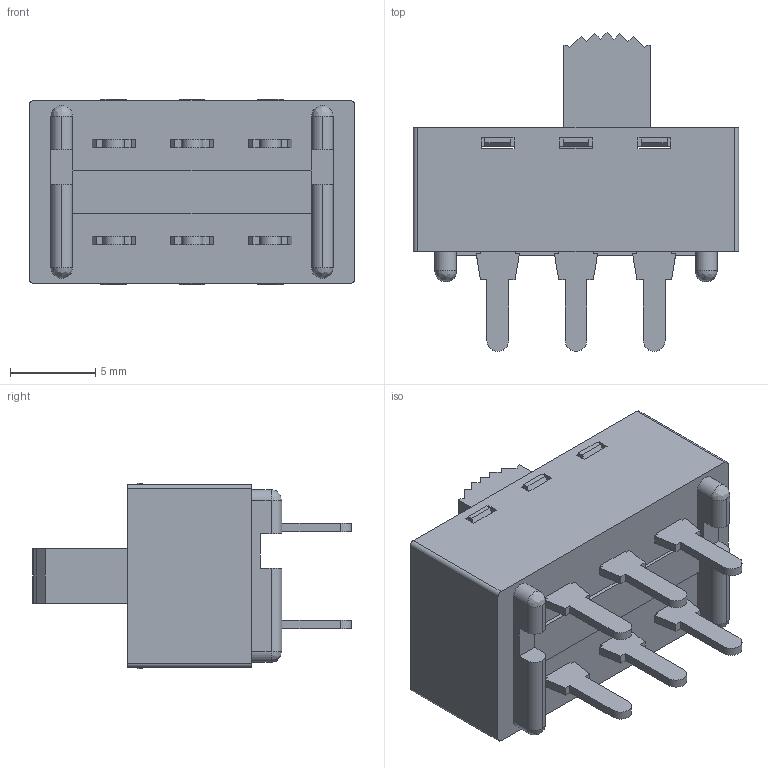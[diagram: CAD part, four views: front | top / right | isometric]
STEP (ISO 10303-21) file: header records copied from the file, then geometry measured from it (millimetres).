
FILE_DESCRIPTION(('FreeCAD Model'),'2;1');
FILE_NAME('Open CASCADE Shape Model','2021-04-09T11:06:55',('Author'),( ''),'Open CASCADE STEP processor 7.5','FreeCAD','Unknown');
FILE_SCHEMA(('AUTOMOTIVE_DESIGN { 1 0 10303 214 1 1 1 1 }'));
Length unit declared in the file: millimetre
Products named in the file (1): L202011MS02Q
Bounding box: 19.13 x 18.75 x 10.9 mm (x, y, z)
Surface area: 1989.4 mm2 (no closed solid volume)
Topology: 0 solids, 358 shells, 358 faces, 2098 edges, 2097 vertices
Faces by surface type: extrusion 314, revolution 40, bspline 4
Entity records: 38612 total; most frequent: CARTESIAN_POINT 10498, DIRECTION 2854, VECTOR 2492, B_SPLINE_CURVE_WITH_KNOTS 2210, LINE 2178, ORIENTED_EDGE 2097, EDGE_CURVE 2097, VERTEX_POINT 2097
